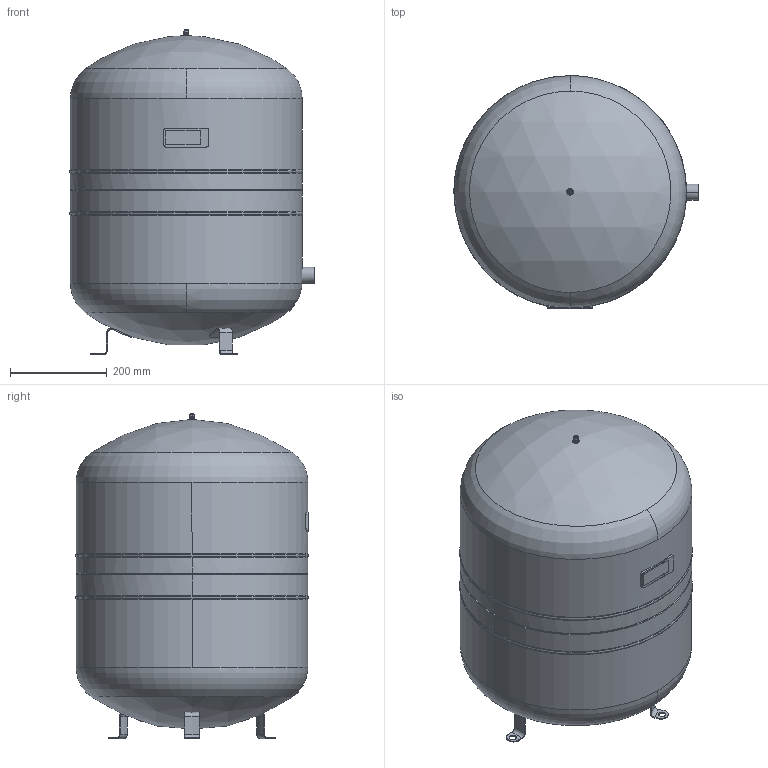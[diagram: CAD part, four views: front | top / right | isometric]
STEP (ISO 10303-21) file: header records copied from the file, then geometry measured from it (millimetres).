
FILE_DESCRIPTION(('CATIA V5 STEP Exchange'),'2;1');
FILE_NAME('STEP_556100_-_TST.stp','2018-07-23T11:57:15+00:00',('none'),('none'),'CATIA Version 5-6 Release 2016 SP4','CATIA V5 STEP AP203','none');
FILE_SCHEMA(('CONFIG_CONTROL_DESIGN'));
Length unit declared in the file: millimetre
Products named in the file (1): 556100 - TST
Bounding box: 506.13 x 482.26 x 674.97 mm (x, y, z)
Volume: 99547792.7 mm3; surface area: 1124445.7 mm2
Topology: 5 solids, 5 shells, 160 faces, 402 edges, 262 vertices
Faces by surface type: cylinder 70, torus 34, plane 32, cone 12, revolution 10, sphere 2
Entity records: 6304 total; most frequent: CARTESIAN_POINT 3286, ORIENTED_EDGE 804, EDGE_CURVE 402, B_SPLINE_CURVE_WITH_KNOTS 364, DIRECTION 302, VERTEX_POINT 262, EDGE_LOOP 176, ADVANCED_FACE 160
